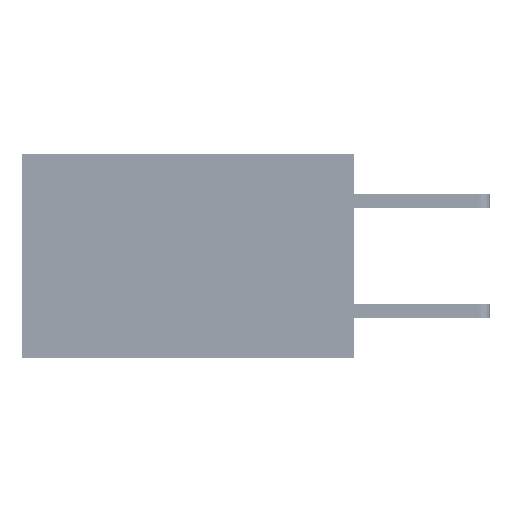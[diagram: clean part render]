
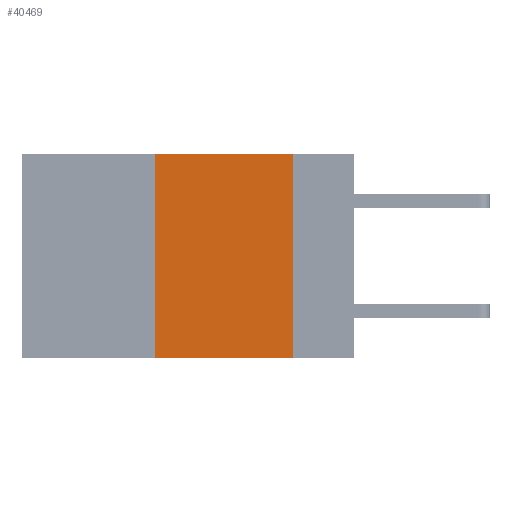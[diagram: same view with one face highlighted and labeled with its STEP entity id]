
A CAD part, left-side view. The second image highlights one B-rep face of the part: STEP entity #40469.
In plain terms, the highlighted planar face has unit normal (-1, 0, 0).
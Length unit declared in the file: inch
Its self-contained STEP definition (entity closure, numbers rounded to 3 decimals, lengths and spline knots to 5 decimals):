
#757 = ORIENTED_EDGE ( 'NONE', *, *, #12724, .T. ) ;
#854 = VECTOR ( 'NONE', #37181, 39.37008 ) ;
#1792 = FACE_OUTER_BOUND ( 'NONE', #3909, .T. ) ;
#2037 = CARTESIAN_POINT ( 'NONE',  ( 0., 0.36, 0. ) ) ;
#2126 = ORIENTED_EDGE ( 'NONE', *, *, #43207, .F. ) ;
#2939 = VECTOR ( 'NONE', #21046, 39.37008 ) ;
#3909 = EDGE_LOOP ( 'NONE', ( #43472, #2126, #29628, #757 ) ) ;
#4595 = CARTESIAN_POINT ( 'NONE',  ( 0., 0.6, 0. ) ) ;
#8679 = CARTESIAN_POINT ( 'NONE',  ( 0., 0.36, 0. ) ) ;
#12262 = LINE ( 'NONE', #37060, #20812 ) ;
#12515 = DIRECTION ( 'NONE',  ( 0., -1., 0. ) ) ;
#12724 = EDGE_CURVE ( 'NONE', #34823, #16142, #19935, .T. ) ;
#14564 = VERTEX_POINT ( 'NONE', #2037 ) ;
#15254 = DIRECTION ( 'NONE',  ( 0., 0., -1. ) ) ;
#15954 = DIRECTION ( 'NONE',  ( 0., 0., -1. ) ) ;
#16142 = VERTEX_POINT ( 'NONE', #38917 ) ;
#16880 = CARTESIAN_POINT ( 'NONE',  ( 0., 0.6, 0. ) ) ;
#19935 = LINE ( 'NONE', #44293, #25719 ) ;
#20601 = LINE ( 'NONE', #16880, #2939 ) ;
#20812 = VECTOR ( 'NONE', #15954, 39.37008 ) ;
#21046 = DIRECTION ( 'NONE',  ( 0., -1., 0. ) ) ;
#22596 = LINE ( 'NONE', #8679, #854 ) ;
#25581 = CARTESIAN_POINT ( 'NONE',  ( 0., 0.36, -0.37 ) ) ;
#25719 = VECTOR ( 'NONE', #12515, 39.37008 ) ;
#26627 = DIRECTION ( 'NONE',  ( 1., 0., 0. ) ) ;
#29280 = CARTESIAN_POINT ( 'NONE',  ( 0., 0.11, 0. ) ) ;
#29628 = ORIENTED_EDGE ( 'NONE', *, *, #38069, .F. ) ;
#29765 = VERTEX_POINT ( 'NONE', #29280 ) ;
#32079 = AXIS2_PLACEMENT_3D ( 'NONE', #4595, #26627, #15254 ) ;
#34823 = VERTEX_POINT ( 'NONE', #25581 ) ;
#35808 = EDGE_CURVE ( 'NONE', #29765, #16142, #12262, .T. ) ;
#37060 = CARTESIAN_POINT ( 'NONE',  ( 0., 0.11, 0. ) ) ;
#37181 = DIRECTION ( 'NONE',  ( 0., 0., 1. ) ) ;
#38069 = EDGE_CURVE ( 'NONE', #34823, #14564, #22596, .T. ) ;
#38917 = CARTESIAN_POINT ( 'NONE',  ( 0., 0.11, -0.37 ) ) ;
#40469 = ADVANCED_FACE ( 'NONE', ( #1792 ), #43344, .F. ) ;
#43207 = EDGE_CURVE ( 'NONE', #14564, #29765, #20601, .T. ) ;
#43344 = PLANE ( 'NONE',  #32079 ) ;
#43472 = ORIENTED_EDGE ( 'NONE', *, *, #35808, .F. ) ;
#44293 = CARTESIAN_POINT ( 'NONE',  ( 0., 0.6, -0.37 ) ) ;
